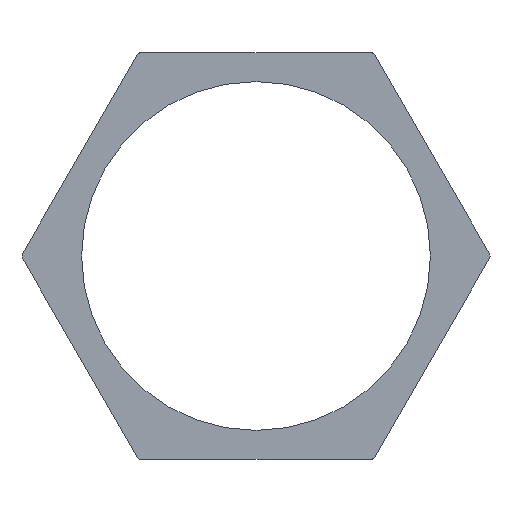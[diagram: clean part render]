
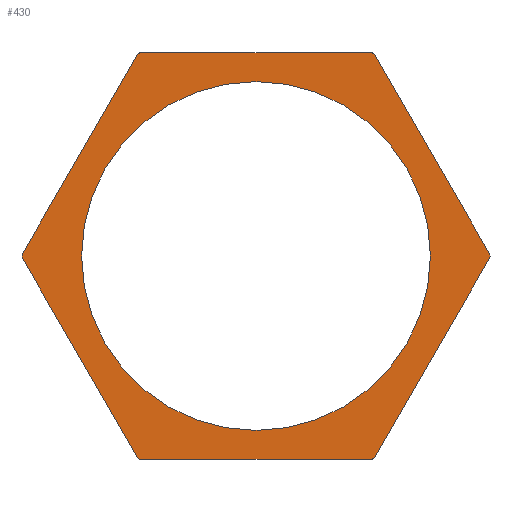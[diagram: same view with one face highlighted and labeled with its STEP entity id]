
A CAD part, front view. The second image highlights one B-rep face of the part: STEP entity #430.
In plain terms, the highlighted planar face has unit normal (0, -1, 0).
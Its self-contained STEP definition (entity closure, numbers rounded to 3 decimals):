
#3 = VERTEX_POINT ( 'NONE', #454 ) ;
#4 = VERTEX_POINT ( 'NONE', #516 ) ;
#5 = LINE ( 'NONE', #283, #21 ) ;
#19 = ORIENTED_EDGE ( 'NONE', *, *, #442, .F. ) ;
#21 = VECTOR ( 'NONE', #25, 1000. ) ;
#22 = DIRECTION ( 'NONE',  ( -0.5, 0., -0.866 ) ) ;
#25 = DIRECTION ( 'NONE',  ( 0.5, 0., -0.866 ) ) ;
#32 = VERTEX_POINT ( 'NONE', #550 ) ;
#33 = CIRCLE ( 'NONE', #303, 0.5 ) ;
#36 = CIRCLE ( 'NONE', #306, 0.5 ) ;
#49 = VERTEX_POINT ( 'NONE', #416 ) ;
#50 = VERTEX_POINT ( 'NONE', #363 ) ;
#54 = VERTEX_POINT ( 'NONE', #367 ) ;
#58 = ORIENTED_EDGE ( 'NONE', *, *, #408, .F. ) ;
#66 = ORIENTED_EDGE ( 'NONE', *, *, #230, .T. ) ;
#67 = DIRECTION ( 'NONE',  ( -0.5, 0., 0.866 ) ) ;
#70 = EDGE_LOOP ( 'NONE', ( #58, #381, #97, #180, #169, #475, #488, #446, #109, #327, #19, #242 ) ) ;
#71 = DIRECTION ( 'NONE',  ( 0., -1., 0. ) ) ;
#74 = VERTEX_POINT ( 'NONE', #174 ) ;
#96 = VERTEX_POINT ( 'NONE', #305 ) ;
#97 = ORIENTED_EDGE ( 'NONE', *, *, #417, .F. ) ;
#109 = ORIENTED_EDGE ( 'NONE', *, *, #433, .F. ) ;
#113 = CARTESIAN_POINT ( 'NONE',  ( 19.63, 0., 0. ) ) ;
#115 = CARTESIAN_POINT ( 'NONE',  ( 9.815, 0., 17. ) ) ;
#117 = CARTESIAN_POINT ( 'NONE',  ( -9.815, 0., -17.5 ) ) ;
#123 = LINE ( 'NONE', #349, #216 ) ;
#135 = ORIENTED_EDGE ( 'NONE', *, *, #314, .T. ) ;
#136 = VECTOR ( 'NONE', #22, 1000. ) ;
#150 = LINE ( 'NONE', #389, #486 ) ;
#151 = CARTESIAN_POINT ( 'NONE',  ( 0., 0., 0. ) ) ;
#153 = CARTESIAN_POINT ( 'NONE',  ( -19.63, 0., 0. ) ) ;
#154 = CIRCLE ( 'NONE', #309, 0.5 ) ;
#155 = PLANE ( 'NONE',  #291 ) ;
#157 = DIRECTION ( 'NONE',  ( 0., 0., 1. ) ) ;
#160 = DIRECTION ( 'NONE',  ( 0., 0., 1. ) ) ;
#169 = ORIENTED_EDGE ( 'NONE', *, *, #420, .F. ) ;
#174 = CARTESIAN_POINT ( 'NONE',  ( -20.063, 0., 0.25 ) ) ;
#180 = ORIENTED_EDGE ( 'NONE', *, *, #419, .T. ) ;
#190 = CARTESIAN_POINT ( 'NONE',  ( -10.248, 0., -17.25 ) ) ;
#191 = CIRCLE ( 'NONE', #368, 0.5 ) ;
#194 = EDGE_LOOP ( 'NONE', ( #135, #66 ) ) ;
#197 = DIRECTION ( 'NONE',  ( 0., 0., 1. ) ) ;
#199 = DIRECTION ( 'NONE',  ( 0., 0., 1. ) ) ;
#201 = DIRECTION ( 'NONE',  ( 0., -1., 0. ) ) ;
#205 = DIRECTION ( 'NONE',  ( 0., 1., 0. ) ) ;
#207 = VERTEX_POINT ( 'NONE', #432 ) ;
#216 = VECTOR ( 'NONE', #536, 1000. ) ;
#224 = FACE_BOUND ( 'NONE', #194, .T. ) ;
#228 = DIRECTION ( 'NONE',  ( 0., -1., 0. ) ) ;
#230 = EDGE_CURVE ( 'NONE', #4, #49, #471, .T. ) ;
#237 = FACE_OUTER_BOUND ( 'NONE', #70, .T. ) ;
#242 = ORIENTED_EDGE ( 'NONE', *, *, #265, .T. ) ;
#250 = VECTOR ( 'NONE', #67, 1000. ) ;
#253 = CARTESIAN_POINT ( 'NONE',  ( -20.063, 0., -0.25 ) ) ;
#256 = VECTOR ( 'NONE', #338, 1000. ) ;
#265 = EDGE_CURVE ( 'NONE', #207, #54, #191, .T. ) ;
#268 = VERTEX_POINT ( 'NONE', #190 ) ;
#273 = DIRECTION ( 'NONE',  ( 0., 1., 0. ) ) ;
#275 = CARTESIAN_POINT ( 'NONE',  ( -20.207, 0., 0. ) ) ;
#277 = CARTESIAN_POINT ( 'NONE',  ( -10.104, 0., -17.5 ) ) ;
#283 = CARTESIAN_POINT ( 'NONE',  ( 10.104, 0., 17.5 ) ) ;
#291 = AXIS2_PLACEMENT_3D ( 'NONE', #395, #469, #199 ) ;
#293 = AXIS2_PLACEMENT_3D ( 'NONE', #115, #441, #160 ) ;
#296 = VERTEX_POINT ( 'NONE', #117 ) ;
#301 = AXIS2_PLACEMENT_3D ( 'NONE', #113, #440, #157 ) ;
#303 = AXIS2_PLACEMENT_3D ( 'NONE', #503, #228, #535 ) ;
#305 = CARTESIAN_POINT ( 'NONE',  ( 10.248, 0., 17.25 ) ) ;
#306 = AXIS2_PLACEMENT_3D ( 'NONE', #345, #71, #392 ) ;
#309 = AXIS2_PLACEMENT_3D ( 'NONE', #153, #468, #197 ) ;
#314 = EDGE_CURVE ( 'NONE', #49, #4, #522, .T. ) ;
#327 = ORIENTED_EDGE ( 'NONE', *, *, #438, .T. ) ;
#338 = DIRECTION ( 'NONE',  ( 0.5, 0., 0.866 ) ) ;
#345 = CARTESIAN_POINT ( 'NONE',  ( -9.815, 0., -17. ) ) ;
#349 = CARTESIAN_POINT ( 'NONE',  ( -10.104, 0., 17.5 ) ) ;
#350 = AXIS2_PLACEMENT_3D ( 'NONE', #474, #205, #509 ) ;
#354 = AXIS2_PLACEMENT_3D ( 'NONE', #151, #273, #527 ) ;
#363 = CARTESIAN_POINT ( 'NONE',  ( 9.815, 0., -17.5 ) ) ;
#367 = CARTESIAN_POINT ( 'NONE',  ( -10.248, 0., 17.25 ) ) ;
#368 = AXIS2_PLACEMENT_3D ( 'NONE', #472, #201, #507 ) ;
#371 = CIRCLE ( 'NONE', #293, 0.5 ) ;
#372 = CARTESIAN_POINT ( 'NONE',  ( 10.248, 0., -17.25 ) ) ;
#381 = ORIENTED_EDGE ( 'NONE', *, *, #415, .T. ) ;
#386 = LINE ( 'NONE', #533, #136 ) ;
#389 = CARTESIAN_POINT ( 'NONE',  ( 10.104, 0., -17.5 ) ) ;
#392 = DIRECTION ( 'NONE',  ( 0., 0., 1. ) ) ;
#395 = CARTESIAN_POINT ( 'NONE',  ( 0., 0., 0. ) ) ;
#404 = LINE ( 'NONE', #277, #250 ) ;
#408 = EDGE_CURVE ( 'NONE', #74, #54, #500, .T. ) ;
#415 = EDGE_CURVE ( 'NONE', #74, #549, #154, .T. ) ;
#416 = CARTESIAN_POINT ( 'NONE',  ( 0., 0., -15. ) ) ;
#417 = EDGE_CURVE ( 'NONE', #268, #549, #404, .T. ) ;
#419 = EDGE_CURVE ( 'NONE', #268, #296, #36, .T. ) ;
#420 = EDGE_CURVE ( 'NONE', #50, #296, #150, .T. ) ;
#422 = EDGE_CURVE ( 'NONE', #50, #501, #33, .T. ) ;
#424 = EDGE_CURVE ( 'NONE', #502, #501, #386, .T. ) ;
#429 = EDGE_CURVE ( 'NONE', #502, #32, #476, .T. ) ;
#430 = ADVANCED_FACE ( 'NONE', ( #237, #224 ), #155, .F. ) ;
#432 = CARTESIAN_POINT ( 'NONE',  ( -9.815, 0., 17.5 ) ) ;
#433 = EDGE_CURVE ( 'NONE', #96, #32, #5, .T. ) ;
#436 = DIRECTION ( 'NONE',  ( -1., 0., 0. ) ) ;
#438 = EDGE_CURVE ( 'NONE', #96, #3, #371, .T. ) ;
#440 = DIRECTION ( 'NONE',  ( 0., -1., 0. ) ) ;
#441 = DIRECTION ( 'NONE',  ( 0., -1., 0. ) ) ;
#442 = EDGE_CURVE ( 'NONE', #207, #3, #123, .T. ) ;
#446 = ORIENTED_EDGE ( 'NONE', *, *, #429, .T. ) ;
#454 = CARTESIAN_POINT ( 'NONE',  ( 9.815, 0., 17.5 ) ) ;
#457 = CARTESIAN_POINT ( 'NONE',  ( 20.063, 0., -0.25 ) ) ;
#468 = DIRECTION ( 'NONE',  ( 0., -1., 0. ) ) ;
#469 = DIRECTION ( 'NONE',  ( 0., 1., 0. ) ) ;
#471 = CIRCLE ( 'NONE', #354, 15. ) ;
#472 = CARTESIAN_POINT ( 'NONE',  ( -9.815, 0., 17. ) ) ;
#474 = CARTESIAN_POINT ( 'NONE',  ( 0., 0., 0. ) ) ;
#475 = ORIENTED_EDGE ( 'NONE', *, *, #422, .T. ) ;
#476 = CIRCLE ( 'NONE', #301, 0.5 ) ;
#486 = VECTOR ( 'NONE', #436, 1000. ) ;
#488 = ORIENTED_EDGE ( 'NONE', *, *, #424, .F. ) ;
#500 = LINE ( 'NONE', #275, #256 ) ;
#501 = VERTEX_POINT ( 'NONE', #372 ) ;
#502 = VERTEX_POINT ( 'NONE', #457 ) ;
#503 = CARTESIAN_POINT ( 'NONE',  ( 9.815, 0., -17. ) ) ;
#507 = DIRECTION ( 'NONE',  ( 0., 0., 1. ) ) ;
#509 = DIRECTION ( 'NONE',  ( 0., 0., 1. ) ) ;
#516 = CARTESIAN_POINT ( 'NONE',  ( 0., 0., 15. ) ) ;
#522 = CIRCLE ( 'NONE', #350, 15. ) ;
#527 = DIRECTION ( 'NONE',  ( 0., 0., 1. ) ) ;
#533 = CARTESIAN_POINT ( 'NONE',  ( 20.207, 0., 0. ) ) ;
#535 = DIRECTION ( 'NONE',  ( 0., 0., 1. ) ) ;
#536 = DIRECTION ( 'NONE',  ( 1., 0., 0. ) ) ;
#549 = VERTEX_POINT ( 'NONE', #253 ) ;
#550 = CARTESIAN_POINT ( 'NONE',  ( 20.063, 0., 0.25 ) ) ;
